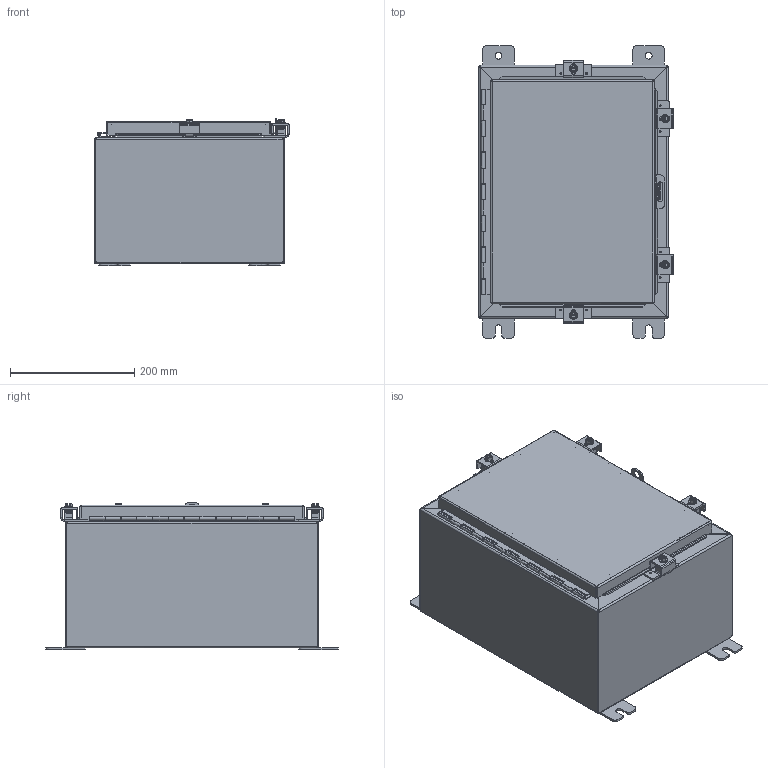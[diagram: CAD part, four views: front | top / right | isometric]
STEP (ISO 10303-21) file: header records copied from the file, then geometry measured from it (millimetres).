
FILE_DESCRIPTION (( 'STEP AP214' ), '1' );
FILE_NAME ('SSN4161208.STEP', '2016-02-08T20:52:08', ( '' ), ( '' ), 'SwSTEP 2.0', 'SolidWorks 2014', '' );
FILE_SCHEMA (( 'AUTOMOTIVE_DESIGN' ));
Length unit declared in the file: inch
Products named in the file (19): SSN4161208; 34871_1; 38412_1; SSN4161208BKP_1; 32912_1; 14x10_1; 38846_1; SSN41612LID_1; 328136L_1; 328136P_1; 328136T_1; 328136_1; 38859_1; 30824-1_1; HFW30825-2_1; HFW30825-3_1; HFW30825-4_1; 30824_1; 30818_1
Assembly tree (30 placements, depth 3):
  SSN4161208
    34871_1  x4
    38412_1
    SSN4161208BKP_1
    32912_1
    14x10_1
    38846_1
    SSN41612LID_1
    328136_1
      328136L_1
      328136P_1
      328136T_1
    38859_1  x4
    30824_1  x4
      30824-1_1
      HFW30825-2_1
      HFW30825-3_1
      HFW30825-4_1
    30818_1  x4
Bounding box: 312.69 x 469.9 x 237.62 mm (x, y, z)
Volume: 1331034.2 mm3; surface area: 1362907.9 mm2
Topology: 37 solids, 37 shells, 1390 faces, 3563 edges, 2274 vertices
Faces by surface type: cylinder 604, plane 545, bspline 135, torus 54, cone 28, sphere 24
Entity records: 34127 total; most frequent: CARTESIAN_POINT 10069, ORIENTED_EDGE 3732, DIRECTION 3708, EDGE_CURVE 1866, AXIS2_PLACEMENT_3D 1306, VERTEX_POINT 1176, VECTOR 1096, LINE 1096
